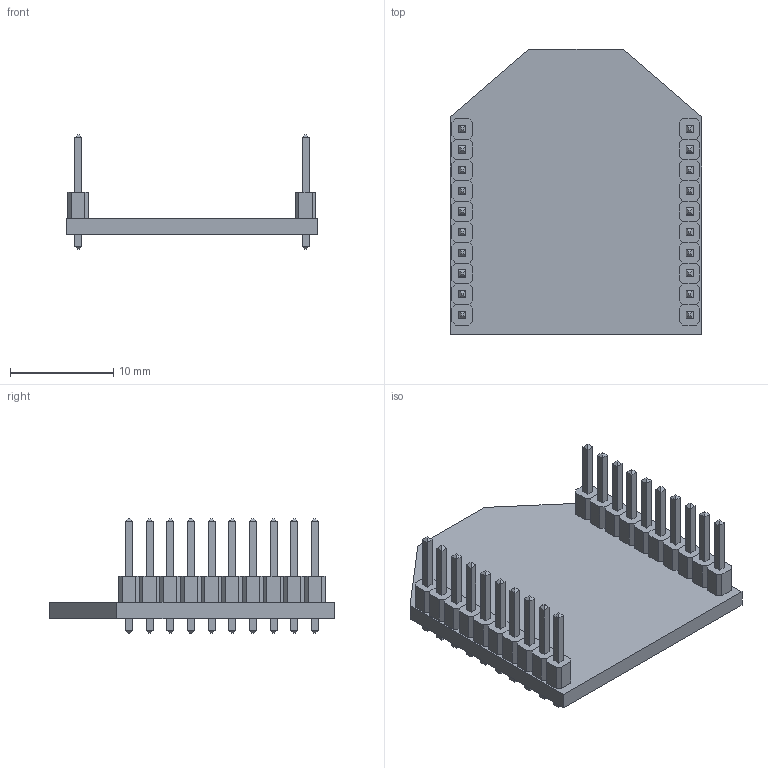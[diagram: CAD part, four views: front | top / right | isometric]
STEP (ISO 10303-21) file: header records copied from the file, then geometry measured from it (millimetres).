
FILE_DESCRIPTION (( 'STEP AP214' ), '1' );
FILE_NAME ('XBee Module - ZB Series S2C - 2mW with Wire Antenna - XB24CZ7WIT-004.STEP', '2023-01-06T02:01:37', ( '' ), ( '' ), 'SwSTEP 2.0', 'SolidWorks 2022', '' );
FILE_SCHEMA (( 'AUTOMOTIVE_DESIGN' ));
Length unit declared in the file: inch
Products named in the file (3): 2mm Header_10; XBee Module - ZB Series S2C - 2mW with Wire Antenna - XB24CZ7WIT-004
Assembly tree (3 placements, depth 2):
  XBee Module - ZB Series S2C - 2mW with Wire Antenna - XB24CZ7WIT-004
    XBee Module - ZB Series S2C - 2mW with Wire Antenna - XB24CZ7WIT-004
    2mm Header_10  x2
Bounding box: 24.38 x 27.61 x 11.07 mm (x, y, z)
Volume: 1237 mm3; surface area: 2696.9 mm2
Topology: 41 solids, 41 shells, 608 faces, 1418 edges, 892 vertices
Faces by surface type: plane 568, cylinder 40
Entity records: 11529 total; most frequent: CARTESIAN_POINT 1604, ORIENTED_EDGE 1556, DIRECTION 1526, EDGE_CURVE 778, VECTOR 698, LINE 698, VERTEX_POINT 492, AXIS2_PLACEMENT_3D 414
